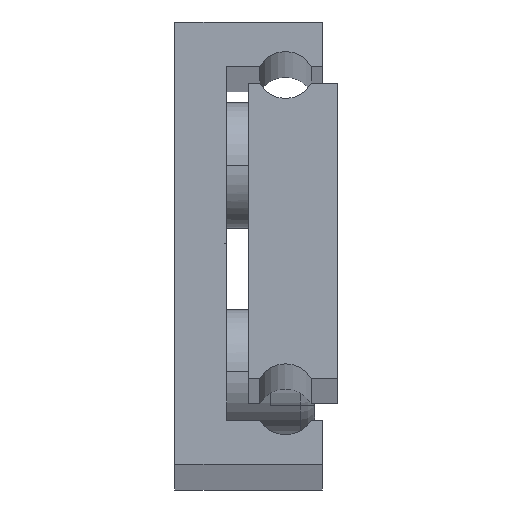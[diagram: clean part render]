
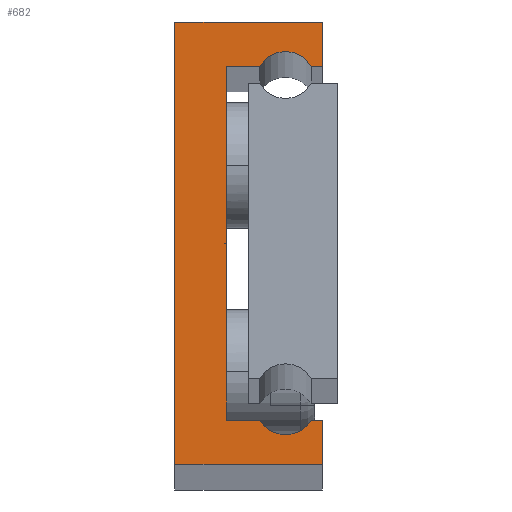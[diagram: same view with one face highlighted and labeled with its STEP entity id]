
A CAD part, top view. The second image highlights one B-rep face of the part: STEP entity #682.
In plain terms, the highlighted planar face has unit normal (0, 0, 1).
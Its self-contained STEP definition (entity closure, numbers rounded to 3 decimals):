
#40 = CARTESIAN_POINT ( 'NONE',  ( 7.5, 4., 500. ) ) ;
#42 = EDGE_LOOP ( 'NONE', ( #2505, #104, #2131, #1540, #413, #1362, #1515, #217, #785, #1999, #2255, #820 ) ) ;
#101 = DIRECTION ( 'NONE',  ( 0., 1., 0. ) ) ;
#104 = ORIENTED_EDGE ( 'NONE', *, *, #1092, .T. ) ;
#121 = CARTESIAN_POINT ( 'NONE',  ( 3.5, 3., 500. ) ) ;
#124 = CARTESIAN_POINT ( 'NONE',  ( 3.5, 27., 500. ) ) ;
#130 = VERTEX_POINT ( 'NONE', #1676 ) ;
#151 = FACE_OUTER_BOUND ( 'NONE', #42, .T. ) ;
#182 = VECTOR ( 'NONE', #189, 1000. ) ;
#189 = DIRECTION ( 'NONE',  ( 0., 1., 0. ) ) ;
#217 = ORIENTED_EDGE ( 'NONE', *, *, #1112, .T. ) ;
#223 = VECTOR ( 'NONE', #1569, 1000. ) ;
#233 = CARTESIAN_POINT ( 'NONE',  ( 5.768, 27., 500. ) ) ;
#271 = AXIS2_PLACEMENT_3D ( 'NONE', #40, #472, #486 ) ;
#356 = EDGE_CURVE ( 'NONE', #551, #1489, #1398, .T. ) ;
#361 = EDGE_CURVE ( 'NONE', #130, #709, #973, .T. ) ;
#371 = LINE ( 'NONE', #735, #2482 ) ;
#413 = ORIENTED_EDGE ( 'NONE', *, *, #1716, .T. ) ;
#427 = LINE ( 'NONE', #233, #962 ) ;
#433 = CARTESIAN_POINT ( 'NONE',  ( 10., 3., 500. ) ) ;
#454 = CARTESIAN_POINT ( 'NONE',  ( 0., 0., 500. ) ) ;
#471 = VECTOR ( 'NONE', #2581, 1000. ) ;
#472 = DIRECTION ( 'NONE',  ( 0., 0., -1. ) ) ;
#483 = CARTESIAN_POINT ( 'NONE',  ( 0., 0., 500. ) ) ;
#486 = DIRECTION ( 'NONE',  ( 1., 0., 0. ) ) ;
#500 = DIRECTION ( 'NONE',  ( -1., 0., 0. ) ) ;
#538 = CARTESIAN_POINT ( 'NONE',  ( 10., 27., 500. ) ) ;
#551 = VERTEX_POINT ( 'NONE', #1231 ) ;
#591 = CIRCLE ( 'NONE', #271, 2. ) ;
#642 = CARTESIAN_POINT ( 'NONE',  ( 9.232, 3., 500. ) ) ;
#682 = ADVANCED_FACE ( 'NONE', ( #151 ), #752, .F. ) ;
#689 = LINE ( 'NONE', #454, #2439 ) ;
#709 = VERTEX_POINT ( 'NONE', #538 ) ;
#712 = CARTESIAN_POINT ( 'NONE',  ( 0., 0., 500. ) ) ;
#735 = CARTESIAN_POINT ( 'NONE',  ( 3.5, 3., 500. ) ) ;
#740 = VERTEX_POINT ( 'NONE', #124 ) ;
#752 = PLANE ( 'NONE',  #1546 ) ;
#785 = ORIENTED_EDGE ( 'NONE', *, *, #1942, .T. ) ;
#820 = ORIENTED_EDGE ( 'NONE', *, *, #1186, .T. ) ;
#836 = DIRECTION ( 'NONE',  ( 0., -1., 0. ) ) ;
#839 = VECTOR ( 'NONE', #1885, 1000. ) ;
#900 = VERTEX_POINT ( 'NONE', #2381 ) ;
#946 = DIRECTION ( 'NONE',  ( 0., 0., -1. ) ) ;
#962 = VECTOR ( 'NONE', #1830, 1000. ) ;
#969 = VERTEX_POINT ( 'NONE', #982 ) ;
#973 = LINE ( 'NONE', #2410, #223 ) ;
#982 = CARTESIAN_POINT ( 'NONE',  ( 10., 30., 500. ) ) ;
#986 = CARTESIAN_POINT ( 'NONE',  ( 10., 30., 500. ) ) ;
#1092 = EDGE_CURVE ( 'NONE', #2535, #2253, #2284, .T. ) ;
#1093 = AXIS2_PLACEMENT_3D ( 'NONE', #1303, #946, #1921 ) ;
#1112 = EDGE_CURVE ( 'NONE', #740, #1733, #427, .T. ) ;
#1116 = LINE ( 'NONE', #1924, #2025 ) ;
#1186 = EDGE_CURVE ( 'NONE', #969, #1188, #1116, .T. ) ;
#1188 = VERTEX_POINT ( 'NONE', #1897 ) ;
#1231 = CARTESIAN_POINT ( 'NONE',  ( 10., 3., 500. ) ) ;
#1271 = CARTESIAN_POINT ( 'NONE',  ( 5.768, 27., 500. ) ) ;
#1286 = VERTEX_POINT ( 'NONE', #121 ) ;
#1303 = CARTESIAN_POINT ( 'NONE',  ( 7.5, 26., 500. ) ) ;
#1304 = VECTOR ( 'NONE', #101, 1000. ) ;
#1362 = ORIENTED_EDGE ( 'NONE', *, *, #2168, .T. ) ;
#1398 = LINE ( 'NONE', #433, #471 ) ;
#1417 = VECTOR ( 'NONE', #500, 1000. ) ;
#1489 = VERTEX_POINT ( 'NONE', #642 ) ;
#1502 = DIRECTION ( 'NONE',  ( 0., 0., -1. ) ) ;
#1515 = ORIENTED_EDGE ( 'NONE', *, *, #2333, .T. ) ;
#1521 = DIRECTION ( 'NONE',  ( 0., 1., 0. ) ) ;
#1540 = ORIENTED_EDGE ( 'NONE', *, *, #356, .T. ) ;
#1546 = AXIS2_PLACEMENT_3D ( 'NONE', #1904, #1502, #2116 ) ;
#1569 = DIRECTION ( 'NONE',  ( 1., 0., 0. ) ) ;
#1601 = EDGE_CURVE ( 'NONE', #2253, #551, #2481, .T. ) ;
#1676 = CARTESIAN_POINT ( 'NONE',  ( 9.232, 27., 500. ) ) ;
#1716 = EDGE_CURVE ( 'NONE', #1489, #900, #591, .T. ) ;
#1733 = VERTEX_POINT ( 'NONE', #1271 ) ;
#1830 = DIRECTION ( 'NONE',  ( 1., 0., 0. ) ) ;
#1866 = CARTESIAN_POINT ( 'NONE',  ( 5.768, 3., 500. ) ) ;
#1885 = DIRECTION ( 'NONE',  ( 1., 0., 0. ) ) ;
#1893 = CARTESIAN_POINT ( 'NONE',  ( 10., 0., 500. ) ) ;
#1897 = CARTESIAN_POINT ( 'NONE',  ( 0., 30., 500. ) ) ;
#1904 = CARTESIAN_POINT ( 'NONE',  ( 7.5, 26., 500. ) ) ;
#1921 = DIRECTION ( 'NONE',  ( -1., 0., 0. ) ) ;
#1924 = CARTESIAN_POINT ( 'NONE',  ( 0., 30., 500. ) ) ;
#1942 = EDGE_CURVE ( 'NONE', #1733, #130, #2399, .T. ) ;
#1999 = ORIENTED_EDGE ( 'NONE', *, *, #361, .T. ) ;
#2025 = VECTOR ( 'NONE', #2335, 1000. ) ;
#2047 = EDGE_CURVE ( 'NONE', #709, #969, #2235, .T. ) ;
#2102 = CARTESIAN_POINT ( 'NONE',  ( 10., 0., 500. ) ) ;
#2116 = DIRECTION ( 'NONE',  ( -1., 0., 0. ) ) ;
#2131 = ORIENTED_EDGE ( 'NONE', *, *, #1601, .T. ) ;
#2168 = EDGE_CURVE ( 'NONE', #900, #1286, #2474, .T. ) ;
#2235 = LINE ( 'NONE', #986, #182 ) ;
#2253 = VERTEX_POINT ( 'NONE', #2102 ) ;
#2255 = ORIENTED_EDGE ( 'NONE', *, *, #2047, .T. ) ;
#2284 = LINE ( 'NONE', #483, #839 ) ;
#2333 = EDGE_CURVE ( 'NONE', #1286, #740, #371, .T. ) ;
#2335 = DIRECTION ( 'NONE',  ( -1., 0., 0. ) ) ;
#2381 = CARTESIAN_POINT ( 'NONE',  ( 5.768, 3., 500. ) ) ;
#2399 = CIRCLE ( 'NONE', #1093, 2. ) ;
#2410 = CARTESIAN_POINT ( 'NONE',  ( 10., 27., 500. ) ) ;
#2439 = VECTOR ( 'NONE', #836, 1000. ) ;
#2472 = EDGE_CURVE ( 'NONE', #1188, #2535, #689, .T. ) ;
#2474 = LINE ( 'NONE', #1866, #1417 ) ;
#2481 = LINE ( 'NONE', #1893, #1304 ) ;
#2482 = VECTOR ( 'NONE', #1521, 1000. ) ;
#2505 = ORIENTED_EDGE ( 'NONE', *, *, #2472, .T. ) ;
#2535 = VERTEX_POINT ( 'NONE', #712 ) ;
#2581 = DIRECTION ( 'NONE',  ( -1., 0., 0. ) ) ;
